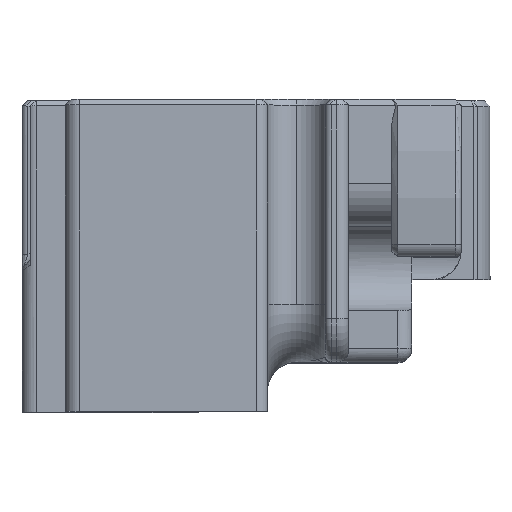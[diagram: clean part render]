
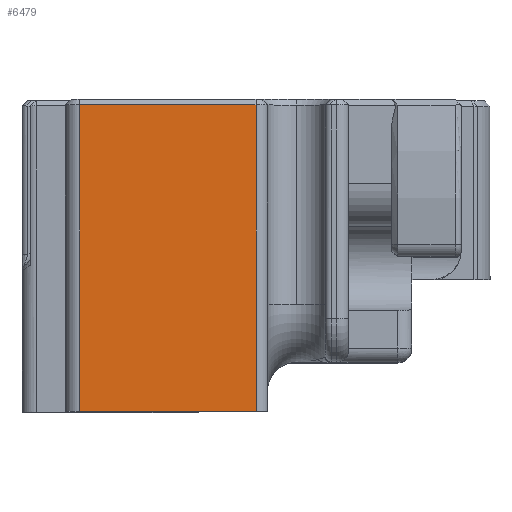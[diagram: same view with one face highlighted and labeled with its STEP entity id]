
A CAD part, top view. The second image highlights one B-rep face of the part: STEP entity #6479.
In plain terms, the highlighted planar face has unit normal (0, 0, 1).
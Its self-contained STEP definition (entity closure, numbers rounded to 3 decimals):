
#364=PLANE('',#7021);
#659=FACE_OUTER_BOUND('',#1042,.T.);
#1042=EDGE_LOOP('',(#5326,#5327,#5328,#5329));
#1411=LINE('',#9983,#2072);
#1685=LINE('',#10987,#2346);
#1686=LINE('',#10990,#2347);
#1687=LINE('',#10991,#2348);
#2072=VECTOR('',#7845,10.);
#2346=VECTOR('',#8481,10.);
#2347=VECTOR('',#8484,10.);
#2348=VECTOR('',#8485,10.);
#2987=VERTEX_POINT('',#9979);
#2989=VERTEX_POINT('',#9982);
#3227=VERTEX_POINT('',#10985);
#3228=VERTEX_POINT('',#10989);
#3665=EDGE_CURVE('',#2987,#2989,#1411,.T.);
#4020=EDGE_CURVE('',#3227,#2987,#1685,.T.);
#4021=EDGE_CURVE('',#3228,#3227,#1686,.T.);
#4022=EDGE_CURVE('',#2989,#3228,#1687,.T.);
#5326=ORIENTED_EDGE('',*,*,#4020,.F.);
#5327=ORIENTED_EDGE('',*,*,#4021,.F.);
#5328=ORIENTED_EDGE('',*,*,#4022,.F.);
#5329=ORIENTED_EDGE('',*,*,#3665,.F.);
#6479=ADVANCED_FACE('',(#659),#364,.F.);
#7021=AXIS2_PLACEMENT_3D('',#10988,#8482,#8483);
#7845=DIRECTION('',(-1.,0.,0.));
#8481=DIRECTION('',(0.,-1.,0.));
#8482=DIRECTION('center_axis',(0.,0.,
-1.));
#8483=DIRECTION('ref_axis',(-1.,0.,0.));
#8484=DIRECTION('',(1.,0.,0.));
#8485=DIRECTION('',(0.,1.,0.));
#9979=CARTESIAN_POINT('',(-59.629,128.542,40.967));
#9982=CARTESIAN_POINT('',(-71.829,128.542,40.967));
#9983=CARTESIAN_POINT('',(-56.679,128.542,40.967));
#10985=CARTESIAN_POINT('',(-59.629,149.742,40.967));
#10987=CARTESIAN_POINT('',(-59.629,129.842,40.967));
#10988=CARTESIAN_POINT('Origin',(-53.729,108.542,40.967));
#10989=CARTESIAN_POINT('',(-71.829,149.742,40.967));
#10990=CARTESIAN_POINT('',(-57.054,149.742,40.967));
#10991=CARTESIAN_POINT('',(-71.829,118.542,40.967));
